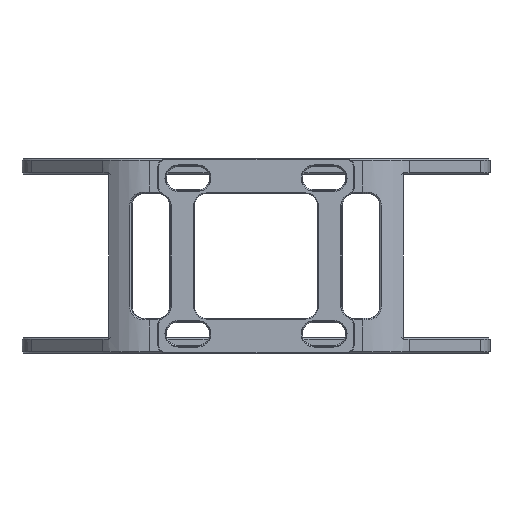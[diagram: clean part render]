
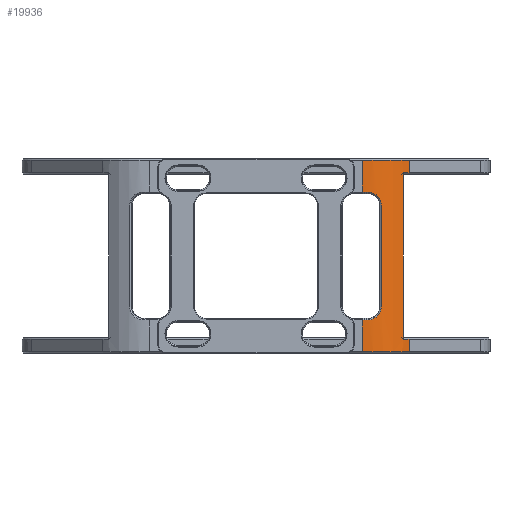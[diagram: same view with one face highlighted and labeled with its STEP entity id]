
A CAD part, left-side view. The second image highlights one B-rep face of the part: STEP entity #19936.
In plain terms, the highlighted cylindrical face has radius 8 mm (diameter 16 mm), a partial arc.
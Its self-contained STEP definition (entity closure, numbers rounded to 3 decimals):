
#15246=CARTESIAN_POINT('',(-147.783,75.595,61.3));
#15247=VERTEX_POINT('',#15246);
#15254=CARTESIAN_POINT('',(-147.783,75.595,59.7));
#15255=VERTEX_POINT('',#15254);
#15256=CARTESIAN_POINT('',(-147.783,75.595,61.3));
#15257=DIRECTION('',(-0.,0.,-1.));
#15258=VECTOR('',#15257,1.6);
#15259=LINE('',#15256,#15258);
#15260=EDGE_CURVE('',#15247,#15255,#15259,.T.);
#18559=CARTESIAN_POINT('',(-148.605,76.401,59.7));
#18560=VERTEX_POINT('',#18559);
#18568=CARTESIAN_POINT('',(-148.605,76.401,38.3));
#18569=VERTEX_POINT('',#18568);
#18570=CARTESIAN_POINT('',(-148.605,76.401,59.7));
#18571=DIRECTION('',(-0.,0.,-1.));
#18572=VECTOR('',#18571,21.4);
#18573=LINE('',#18570,#18572);
#18574=EDGE_CURVE('',#18560,#18569,#18573,.T.);
#18754=CARTESIAN_POINT('',(-147.783,75.595,38.3));
#18755=VERTEX_POINT('',#18754);
#18762=CARTESIAN_POINT('',(-147.783,75.595,36.7));
#18763=VERTEX_POINT('',#18762);
#18764=CARTESIAN_POINT('',(-147.783,75.595,38.3));
#18765=DIRECTION('',(-0.,0.,-1.));
#18766=VECTOR('',#18765,1.6);
#18767=LINE('',#18764,#18766);
#18768=EDGE_CURVE('',#18755,#18763,#18767,.T.);
#19366=CARTESIAN_POINT('',(-150.605,81.692,36.7));
#19367=VERTEX_POINT('',#19366);
#19368=CARTESIAN_POINT('',(-150.605,81.692,40.8));
#19369=VERTEX_POINT('',#19368);
#19370=CARTESIAN_POINT('',(-150.605,81.692,36.7));
#19371=DIRECTION('',(0.,-0.,1.));
#19372=VECTOR('',#19371,4.1);
#19373=LINE('',#19370,#19372);
#19374=EDGE_CURVE('',#19367,#19369,#19373,.T.);
#19410=CARTESIAN_POINT('',(-150.605,81.692,57.2));
#19411=VERTEX_POINT('',#19410);
#19418=CARTESIAN_POINT('',(-150.605,81.692,61.3));
#19419=VERTEX_POINT('',#19418);
#19420=CARTESIAN_POINT('',(-150.605,81.692,57.2));
#19421=DIRECTION('',(0.,-0.,1.));
#19422=VECTOR('',#19421,4.1);
#19423=LINE('',#19420,#19422);
#19424=EDGE_CURVE('',#19411,#19419,#19423,.T.);
#19842=CARTESIAN_POINT('',(-142.605,81.692,36.5));
#19843=DIRECTION('',(0.,-0.,1.));
#19844=DIRECTION('',(0.,-1.,-0.));
#19845=AXIS2_PLACEMENT_3D('',#19842,#19843,#19844);
#19846=CYLINDRICAL_SURFACE('',#19845,8.);
#19847=CARTESIAN_POINT('',(-150.225,79.258,42.5));
#19848=VERTEX_POINT('',#19847);
#19849=CARTESIAN_POINT('',(-150.568,80.929,40.8));
#19850=VERTEX_POINT('',#19849);
#19851=CARTESIAN_POINT('',(-150.225,79.258,42.5));
#19852=CARTESIAN_POINT('',(-150.225,79.258,42.277));
#19853=CARTESIAN_POINT('',(-150.239,79.3,42.06));
#19854=CARTESIAN_POINT('',(-150.265,79.387,41.849));
#19855=CARTESIAN_POINT('',(-150.291,79.473,41.639));
#19856=CARTESIAN_POINT('',(-150.325,79.591,41.459));
#19857=CARTESIAN_POINT('',(-150.364,79.746,41.302));
#19858=CARTESIAN_POINT('',(-150.403,79.9,41.145));
#19859=CARTESIAN_POINT('',(-150.443,80.079,41.024));
#19860=CARTESIAN_POINT('',(-150.48,80.285,40.936));
#19861=CARTESIAN_POINT('',(-150.517,80.491,40.848));
#19862=CARTESIAN_POINT('',(-150.547,80.707,40.802));
#19863=CARTESIAN_POINT('',(-150.568,80.929,40.8));
#19864=B_SPLINE_CURVE_WITH_KNOTS('',3,(#19851,#19852,#19853,#19854,#19855,#19856,#19857,#19858,#19859,#19860,#19861,#19862,#19863),.UNSPECIFIED.,.F.,.F.,(4,3,3,3,4),(0.,0.25,0.5,0.75,1.),.UNSPECIFIED.);
#19865=EDGE_CURVE('',#19848,#19850,#19864,.T.);
#19866=ORIENTED_EDGE('',*,*,#19865,.T.);
#19867=CARTESIAN_POINT('',(-142.605,81.692,40.8));
#19868=DIRECTION('',(0.,-0.,-1.));
#19869=DIRECTION('',(0.,-1.,0.));
#19870=AXIS2_PLACEMENT_3D('',#19867,#19868,#19869);
#19871=CIRCLE('',#19870,8.);
#19872=EDGE_CURVE('',#19850,#19369,#19871,.T.);
#19873=ORIENTED_EDGE('',*,*,#19872,.T.);
#19874=ORIENTED_EDGE('',*,*,#19374,.F.);
#19875=CARTESIAN_POINT('',(-142.605,81.692,36.7));
#19876=DIRECTION('',(-0.,0.,1.));
#19877=DIRECTION('',(0.,-1.,0.));
#19878=AXIS2_PLACEMENT_3D('',#19875,#19876,#19877);
#19879=CIRCLE('',#19878,8.);
#19880=EDGE_CURVE('',#19367,#18763,#19879,.T.);
#19881=ORIENTED_EDGE('',*,*,#19880,.T.);
#19882=ORIENTED_EDGE('',*,*,#18768,.F.);
#19883=CARTESIAN_POINT('',(-142.605,81.692,38.3));
#19884=DIRECTION('',(0.,-0.,-1.));
#19885=DIRECTION('',(0.,-1.,0.));
#19886=AXIS2_PLACEMENT_3D('',#19883,#19884,#19885);
#19887=CIRCLE('',#19886,8.);
#19888=EDGE_CURVE('',#18755,#18569,#19887,.T.);
#19889=ORIENTED_EDGE('',*,*,#19888,.T.);
#19890=ORIENTED_EDGE('',*,*,#18574,.F.);
#19891=CARTESIAN_POINT('',(-142.605,81.692,59.7));
#19892=DIRECTION('',(-0.,0.,1.));
#19893=DIRECTION('',(0.,-1.,0.));
#19894=AXIS2_PLACEMENT_3D('',#19891,#19892,#19893);
#19895=CIRCLE('',#19894,8.);
#19896=EDGE_CURVE('',#18560,#15255,#19895,.T.);
#19897=ORIENTED_EDGE('',*,*,#19896,.T.);
#19898=ORIENTED_EDGE('',*,*,#15260,.F.);
#19899=CARTESIAN_POINT('',(-142.605,81.692,61.3));
#19900=DIRECTION('',(-0.,-0.,-1.));
#19901=DIRECTION('',(-0.,1.,-0.));
#19902=AXIS2_PLACEMENT_3D('',#19899,#19900,#19901);
#19903=CIRCLE('',#19902,8.);
#19904=EDGE_CURVE('',#15247,#19419,#19903,.T.);
#19905=ORIENTED_EDGE('',*,*,#19904,.T.);
#19906=ORIENTED_EDGE('',*,*,#19424,.F.);
#19907=CARTESIAN_POINT('',(-150.568,80.929,57.2));
#19908=VERTEX_POINT('',#19907);
#19909=CARTESIAN_POINT('',(-142.605,81.692,57.2));
#19910=DIRECTION('',(0.,-0.,1.));
#19911=DIRECTION('',(-0.,1.,0.));
#19912=AXIS2_PLACEMENT_3D('',#19909,#19910,#19911);
#19913=CIRCLE('',#19912,8.);
#19914=EDGE_CURVE('',#19411,#19908,#19913,.T.);
#19915=ORIENTED_EDGE('',*,*,#19914,.T.);
#19916=CARTESIAN_POINT('',(-150.225,79.258,55.5));
#19917=VERTEX_POINT('',#19916);
#19918=CARTESIAN_POINT('',(-150.568,80.929,57.2));
#19919=CARTESIAN_POINT('',(-150.525,80.485,57.195));
#19920=CARTESIAN_POINT('',(-150.441,80.054,57.011));
#19921=CARTESIAN_POINT('',(-150.364,79.746,56.698));
#19922=CARTESIAN_POINT('',(-150.287,79.437,56.385));
#19923=CARTESIAN_POINT('',(-150.225,79.258,55.946));
#19924=CARTESIAN_POINT('',(-150.225,79.258,55.5));
#19925=B_SPLINE_CURVE_WITH_KNOTS('',3,(#19918,#19919,#19920,#19921,#19922,#19923,#19924),.UNSPECIFIED.,.F.,.F.,(4,3,4),(0.,0.5,1.),.UNSPECIFIED.);
#19926=EDGE_CURVE('',#19908,#19917,#19925,.T.);
#19927=ORIENTED_EDGE('',*,*,#19926,.T.);
#19928=CARTESIAN_POINT('',(-150.225,79.258,55.5));
#19929=DIRECTION('',(-0.,0.,-1.));
#19930=VECTOR('',#19929,13.);
#19931=LINE('',#19928,#19930);
#19932=EDGE_CURVE('',#19917,#19848,#19931,.T.);
#19933=ORIENTED_EDGE('',*,*,#19932,.T.);
#19934=EDGE_LOOP('',(#19866,#19873,#19874,#19881,#19882,#19889,#19890,#19897,#19898,#19905,#19906,#19915,#19927,#19933));
#19935=FACE_BOUND('',#19934,.T.);
#19936=ADVANCED_FACE('',(#19935),#19846,.T.);
